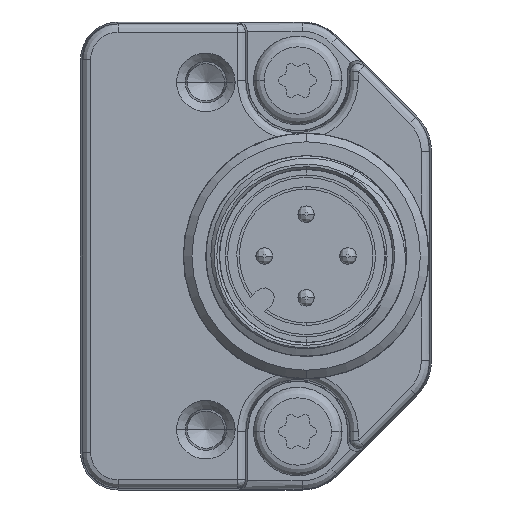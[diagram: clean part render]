
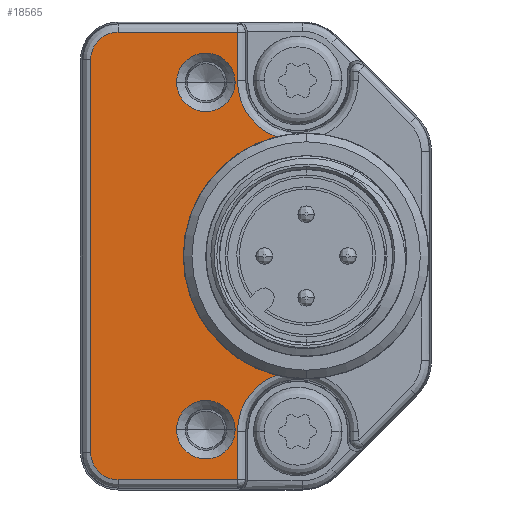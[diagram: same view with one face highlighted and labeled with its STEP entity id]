
A CAD part, left-side view. The second image highlights one B-rep face of the part: STEP entity #18565.
In plain terms, the highlighted planar face has unit normal (-1, 0, 0).
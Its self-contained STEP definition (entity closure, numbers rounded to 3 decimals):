
#507=CARTESIAN_POINT('',(-13.,9.297,-7.127));
#659=CARTESIAN_POINT('',(-13.,9.297,7.127));
#682=CARTESIAN_POINT('',(-13.,8.,-10.5));
#683=DIRECTION('',(1.,0.,0.));
#684=DIRECTION('',(0.,1.,0.));
#685=AXIS2_PLACEMENT_3D('',#682,#683,#684);
#687=DIRECTION('',(0.,0.,1.));
#688=VECTOR('',#687,2.891);
#689=CARTESIAN_POINT('',(-13.,11.614,-13.391));
#690=LINE('',#689,#688);
#691=DIRECTION('',(0.,-1.,0.));
#692=VECTOR('',#691,7.136);
#693=CARTESIAN_POINT('',(-13.,18.75,-13.391));
#694=LINE('',#693,#692);
#695=CARTESIAN_POINT('',(-13.,18.75,-11.75));
#696=DIRECTION('',(-1.,0.,0.));
#697=DIRECTION('',(0.,1.,0.));
#698=AXIS2_PLACEMENT_3D('',#695,#696,#697);
#700=DIRECTION('',(0.,0.,-1.));
#701=VECTOR('',#700,23.5);
#702=CARTESIAN_POINT('',(-13.,20.391,11.75));
#703=LINE('',#702,#701);
#704=CARTESIAN_POINT('',(-13.,18.75,11.75));
#705=DIRECTION('',(-1.,0.,0.));
#706=DIRECTION('',(0.,0.,1.));
#707=AXIS2_PLACEMENT_3D('',#704,#705,#706);
#709=DIRECTION('',(0.,1.,0.));
#710=VECTOR('',#709,7.136);
#711=CARTESIAN_POINT('',(-13.,11.614,13.391));
#712=LINE('',#711,#710);
#713=DIRECTION('',(0.,0.,1.));
#714=VECTOR('',#713,2.891);
#715=CARTESIAN_POINT('',(-13.,11.614,10.5));
#716=LINE('',#715,#714);
#717=CARTESIAN_POINT('',(-13.,8.,10.5));
#718=DIRECTION('',(1.,0.,0.));
#719=DIRECTION('',(0.,0.359,-0.933));
#720=AXIS2_PLACEMENT_3D('',#717,#718,#719);
#722=CARTESIAN_POINT('',(-13.,7.5,0.));
#723=DIRECTION('',(-1.,0.,0.));
#724=DIRECTION('',(0.,0.244,0.97));
#725=AXIS2_PLACEMENT_3D('',#722,#723,#724);
#727=CARTESIAN_POINT('',(-13.,13.5,-10.392));
#728=DIRECTION('',(1.,0.,0.));
#729=DIRECTION('',(0.,1.,0.));
#730=AXIS2_PLACEMENT_3D('',#727,#728,#729);
#732=CARTESIAN_POINT('',(-13.,13.5,-10.392));
#733=DIRECTION('',(1.,0.,0.));
#734=DIRECTION('',(0.,-1.,0.));
#735=AXIS2_PLACEMENT_3D('',#732,#733,#734);
#737=CARTESIAN_POINT('',(-13.,13.5,10.392));
#738=DIRECTION('',(1.,0.,0.));
#739=DIRECTION('',(0.,1.,0.));
#740=AXIS2_PLACEMENT_3D('',#737,#738,#739);
#742=CARTESIAN_POINT('',(-13.,13.5,10.392));
#743=DIRECTION('',(1.,0.,0.));
#744=DIRECTION('',(0.,-1.,0.));
#745=AXIS2_PLACEMENT_3D('',#742,#743,#744);
#16727=VERTEX_POINT('',#507);
#16728=VERTEX_POINT('',#659);
#16761=CARTESIAN_POINT('',(-13.,20.391,-11.75));
#16762=CARTESIAN_POINT('',(-13.,18.75,-13.391));
#16763=VERTEX_POINT('',#16761);
#16764=VERTEX_POINT('',#16762);
#16769=CARTESIAN_POINT('',(-13.,20.391,11.75));
#16770=VERTEX_POINT('',#16769);
#16773=CARTESIAN_POINT('',(-13.,18.75,13.391));
#16774=VERTEX_POINT('',#16773);
#16811=CARTESIAN_POINT('',(-13.,11.614,-10.5));
#16812=VERTEX_POINT('',#16811);
#16813=CARTESIAN_POINT('',(-13.,11.614,-13.391));
#16814=VERTEX_POINT('',#16813);
#16831=CARTESIAN_POINT('',(-13.,11.614,10.5));
#16832=VERTEX_POINT('',#16831);
#16833=CARTESIAN_POINT('',(-13.,11.614,13.391));
#16834=VERTEX_POINT('',#16833);
#16910=CARTESIAN_POINT('',(-13.,15.25,-10.392));
#16911=CARTESIAN_POINT('',(-13.,11.75,-10.392));
#16912=VERTEX_POINT('',#16910);
#16913=VERTEX_POINT('',#16911);
#16914=CARTESIAN_POINT('',(-13.,15.25,10.392));
#16915=CARTESIAN_POINT('',(-13.,11.75,10.392));
#16916=VERTEX_POINT('',#16914);
#16917=VERTEX_POINT('',#16915);
#18530=CARTESIAN_POINT('',(-13.,0.,0.));
#18531=DIRECTION('',(-1.,0.,0.));
#18532=DIRECTION('',(0.,0.,1.));
#18533=AXIS2_PLACEMENT_3D('',#18530,#18531,#18532);
#18534=PLANE('',#18533);
#18535=ORIENTED_EDGE('',*,*,#18378,.F.);
#18537=ORIENTED_EDGE('',*,*,#18536,.F.);
#18539=ORIENTED_EDGE('',*,*,#18538,.F.);
#18541=ORIENTED_EDGE('',*,*,#18540,.F.);
#18543=ORIENTED_EDGE('',*,*,#18542,.F.);
#18545=ORIENTED_EDGE('',*,*,#18544,.F.);
#18547=ORIENTED_EDGE('',*,*,#18546,.F.);
#18548=ORIENTED_EDGE('',*,*,#18521,.F.);
#18549=ORIENTED_EDGE('',*,*,#18479,.F.);
#18550=ORIENTED_EDGE('',*,*,#18393,.T.);
#18551=EDGE_LOOP('',(#18535,#18537,#18539,#18541,#18543,#18545,#18547,#18548,
#18549,#18550));
#18552=FACE_OUTER_BOUND('',#18551,.F.);
#18554=ORIENTED_EDGE('',*,*,#18553,.F.);
#18556=ORIENTED_EDGE('',*,*,#18555,.F.);
#18557=EDGE_LOOP('',(#18554,#18556));
#18558=FACE_BOUND('',#18557,.F.);
#18560=ORIENTED_EDGE('',*,*,#18559,.F.);
#18562=ORIENTED_EDGE('',*,*,#18561,.F.);
#18563=EDGE_LOOP('',(#18560,#18562));
#18564=FACE_BOUND('',#18563,.F.);
#18565=ADVANCED_FACE('',(#18552,#18558,#18564),#18534,.T.);
#686=CIRCLE('',#685,3.614);
#699=CIRCLE('',#698,1.641);
#708=CIRCLE('',#707,1.641);
#721=CIRCLE('',#720,3.614);
#726=CIRCLE('',#725,7.35);
#731=CIRCLE('',#730,1.75);
#736=CIRCLE('',#735,1.75);
#741=CIRCLE('',#740,1.75);
#746=CIRCLE('',#745,1.75);
#18378=EDGE_CURVE('',#16812,#16727,#686,.T.);
#18393=EDGE_CURVE('',#16728,#16727,#726,.T.);
#18479=EDGE_CURVE('',#16728,#16832,#721,.T.);
#18521=EDGE_CURVE('',#16832,#16834,#716,.T.);
#18536=EDGE_CURVE('',#16814,#16812,#690,.T.);
#18538=EDGE_CURVE('',#16764,#16814,#694,.T.);
#18540=EDGE_CURVE('',#16763,#16764,#699,.T.);
#18542=EDGE_CURVE('',#16770,#16763,#703,.T.);
#18544=EDGE_CURVE('',#16774,#16770,#708,.T.);
#18546=EDGE_CURVE('',#16834,#16774,#712,.T.);
#18553=EDGE_CURVE('',#16912,#16913,#731,.T.);
#18555=EDGE_CURVE('',#16913,#16912,#736,.T.);
#18559=EDGE_CURVE('',#16916,#16917,#741,.T.);
#18561=EDGE_CURVE('',#16917,#16916,#746,.T.);
